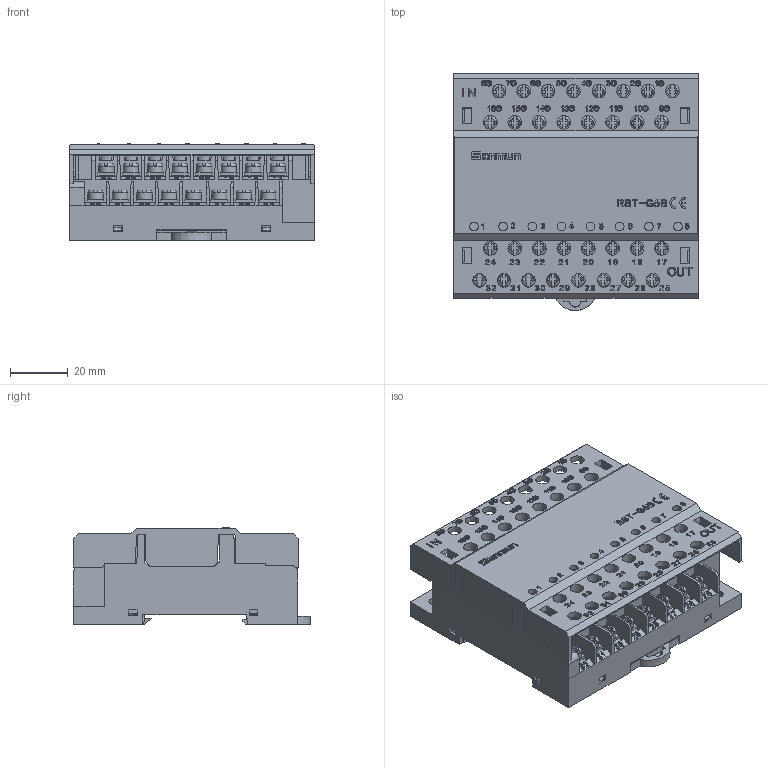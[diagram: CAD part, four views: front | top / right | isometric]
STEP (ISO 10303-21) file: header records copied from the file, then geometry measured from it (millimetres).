
FILE_DESCRIPTION(/* description */ (''),/* implementation_level */ '2;1');
FILE_NAME(/* name */ 'R8T-G6B.stp',/* time_stamp */ '2024-08-14T18:15:14+08:00',/* author */ (''),/* organization */ (''),/* preprocessor_version */ 'ST-DEVELOPER v14',/* originating_system */ 'SIEMENS PLM Software NX 8.0',/* authorisation */ '');
FILE_SCHEMA (('AUTOMOTIVE_DESIGN { 1 0 10303 214 3 1 1 1 }'));
Products named in the file (1): Admi089C3F336pag
Bounding box: 84.5 x 81.9 x 33.45 mm (x, y, z)
Volume: 130746.3 mm3; surface area: 60100.3 mm2
Topology: 1 solids, 30 shells, 4009 faces, 10596 edges, 7040 vertices
Faces by surface type: plane 3154, cylinder 382, extrusion 334, cone 105, torus 32, bspline 2
Full cylindrical faces by diameter (mm): 1.99 x32, 2 x16, 2.012 x16, 3.6 x8, 5.274 x32
Entity records: 141769 total; most frequent: CARTESIAN_POINT 44379, ORIENTED_EDGE 20658, DIRECTION 18040, EDGE_CURVE 10329, VECTOR 8260, LINE 7926, VERTEX_POINT 6968, AXIS2_PLACEMENT_3D 4890
